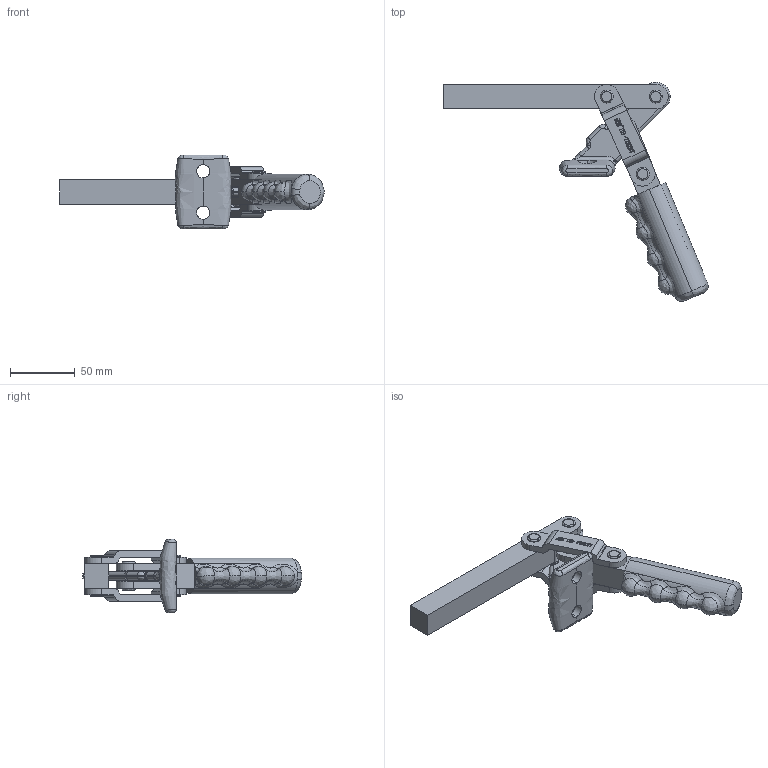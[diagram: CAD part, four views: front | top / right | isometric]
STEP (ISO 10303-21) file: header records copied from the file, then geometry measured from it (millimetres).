
FILE_DESCRIPTION (( 'STEP AP203' ), '1' );
FILE_NAME ('HS-75027 .STEP', '2019-10-11T03:32:14', ( '微软用户' ), ( '微软中国' ), 'SwSTEP 2.0', 'SolidWorks 2012', '' );
FILE_SCHEMA (( 'CONFIG_CONTROL_DESIGN' ));
Length unit declared in the file: millimetre
Products named in the file (8): HS-75027 ; 揤參; 种2; 种1; 忒梟; 忒參; 蟀裝; 菁釱
Assembly tree (10 placements, depth 2):
  HS-75027 
    菁釱
    蟀裝  x2
    忒參
    忒梟
    种1  x2
    种2  x2
    揤參
Bounding box: 204.74 x 169.58 x 57 mm (x, y, z)
Volume: 185338.4 mm3; surface area: 62477.6 mm2
Topology: 10 solids, 10 shells, 941 faces, 2532 edges, 1658 vertices
Faces by surface type: plane 417, bspline 353, cylinder 171
Entity records: 30733 total; most frequent: CARTESIAN_POINT 17378, ORIENTED_EDGE 2914, DIRECTION 2042, EDGE_CURVE 1457, VERTEX_POINT 952, VECTOR 774, LINE 774, AXIS2_PLACEMENT_3D 634
